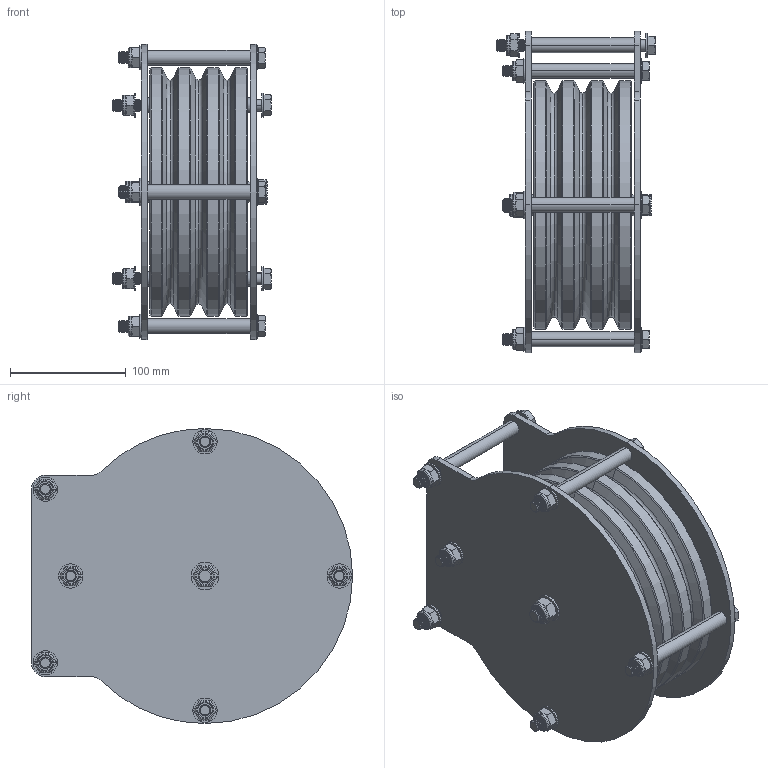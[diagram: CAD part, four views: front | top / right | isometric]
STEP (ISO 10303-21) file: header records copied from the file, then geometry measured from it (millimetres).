
FILE_DESCRIPTION (( 'STEP AP203' ), '1' );
FILE_NAME ('T42923.STEP', '2018-07-26T12:54:48', ( '' ), ( '' ), 'SwSTEP 2.0', 'SolidWorks 2016', '' );
FILE_SCHEMA (( 'CONFIG_CONTROL_DESIGN' ));
Length unit declared in the file: millimetre
Products named in the file (19): S2610-5; S2610-2; S2610-1; Hex Bolt_ISO 4016 - M10 x 120 x 30-WS; Hex Bolt_ISO 4016 - M12 x 120 x 30-WS; S2610; S2610-4; PULLEY_LABEL; Hex Bolt_ISO 4016 - M10 x 130 x 30-WS; B Washer_Bright washer BS 4320 - M12 (Form B); TH768; B Washer_Bright washer BS 4320 - M10 (Form B); TH791; S1930; TH803; S2610-3; T42923; SW3dPS-nyloc nut, st stl a2 iso_M10 NYLOC; SW3dPS-nyloc nut, st stl a2 iso_M12 NYLOC
Assembly tree (55 placements, depth 3):
  T42923
    TH791
    S2610  x2
      S2610-1
      S2610-2
      S2610-3
      S2610-4
      S2610-5
    S1930  x2
    TH768  x2
    TH803  x6
    B Washer_Bright washer BS 4320 - M10 (Form B)  x12
    SW3dPS-nyloc nut, st stl a2 iso_M10 NYLOC  x6
    B Washer_Bright washer BS 4320 - M12 (Form B)  x2
    SW3dPS-nyloc nut, st stl a2 iso_M12 NYLOC
    Hex Bolt_ISO 4016 - M10 x 120 x 30-WS  x4
    Hex Bolt_ISO 4016 - M10 x 130 x 30-WS  x2
    Hex Bolt_ISO 4016 - M12 x 120 x 30-WS
    PULLEY_LABEL
Bounding box: 136.85 x 277.5 x 255 mm (x, y, z)
Volume: 3527627.7 mm3; surface area: 507571.6 mm2
Topology: 66 solids, 66 shells, 2872 faces, 7330 edges, 4688 vertices
Faces by surface type: plane 1169, cone 736, cylinder 560, bspline 287, torus 84, sphere 36
Entity records: 74051 total; most frequent: CARTESIAN_POINT 25081, ORIENTED_EDGE 9976, DIRECTION 8722, EDGE_CURVE 4988, LINE 3308, VECTOR 3308, VERTEX_POINT 3234, AXIS2_PLACEMENT_3D 2707
